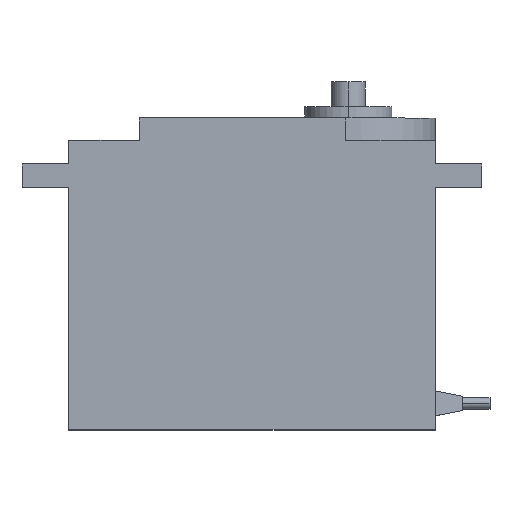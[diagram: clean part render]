
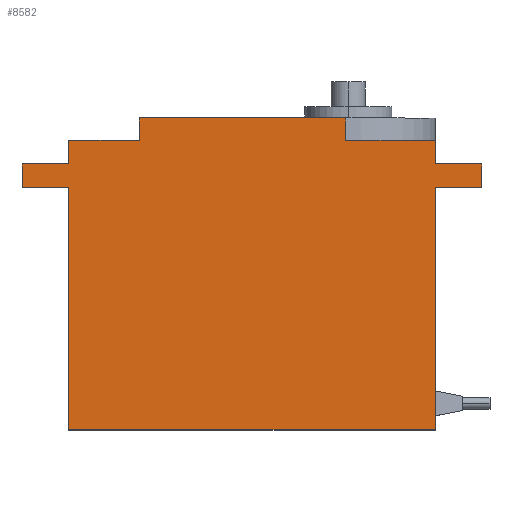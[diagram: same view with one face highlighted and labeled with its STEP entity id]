
A CAD part, top view. The second image highlights one B-rep face of the part: STEP entity #8582.
In plain terms, the highlighted planar face has unit normal (0, 0, 1).
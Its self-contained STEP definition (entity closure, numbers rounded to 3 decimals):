
#258 = LINE ( 'NONE', #3131, #4477 ) ;
#285 = CARTESIAN_POINT ( 'NONE',  ( 66.5, 42.8, 28.8 ) ) ;
#305 = CARTESIAN_POINT ( 'NONE',  ( 0., 0., 28.8 ) ) ;
#313 = VECTOR ( 'NONE', #3376, 1000. ) ;
#402 = EDGE_CURVE ( 'NONE', #3678, #2154, #2492, .T. ) ;
#569 = VERTEX_POINT ( 'NONE', #2337 ) ;
#585 = CARTESIAN_POINT ( 'NONE',  ( 59., 0., 28.8 ) ) ;
#675 = EDGE_CURVE ( 'NONE', #2154, #8324, #2730, .T. ) ;
#863 = ORIENTED_EDGE ( 'NONE', *, *, #1081, .T. ) ;
#910 = CARTESIAN_POINT ( 'NONE',  ( 0., 0., 28.8 ) ) ;
#941 = DIRECTION ( 'NONE',  ( 1., 0., 0. ) ) ;
#988 = DIRECTION ( 'NONE',  ( -1., 0., 0. ) ) ;
#993 = LINE ( 'NONE', #6527, #7314 ) ;
#1000 = CARTESIAN_POINT ( 'NONE',  ( 44.6, 50.2, 28.8 ) ) ;
#1081 = EDGE_CURVE ( 'NONE', #1703, #7841, #7374, .T. ) ;
#1088 = EDGE_CURVE ( 'NONE', #7841, #6158, #6262, .T. ) ;
#1110 = VECTOR ( 'NONE', #6233, 1000. ) ;
#1128 = ORIENTED_EDGE ( 'NONE', *, *, #9715, .T. ) ;
#1204 = EDGE_CURVE ( 'NONE', #8674, #569, #8749, .T. ) ;
#1315 = EDGE_LOOP ( 'NONE', ( #3706, #9263, #6531, #6022, #6147, #1372, #1355, #7832, #863, #4577, #3937, #7104, #8669, #3591, #1128, #2904 ) ) ;
#1355 = ORIENTED_EDGE ( 'NONE', *, *, #1204, .F. ) ;
#1372 = ORIENTED_EDGE ( 'NONE', *, *, #3663, .T. ) ;
#1475 = EDGE_CURVE ( 'NONE', #2505, #8324, #7865, .T. ) ;
#1541 = DIRECTION ( 'NONE',  ( -1., 0., 0. ) ) ;
#1630 = VECTOR ( 'NONE', #3661, 1000. ) ;
#1703 = VERTEX_POINT ( 'NONE', #4088 ) ;
#1753 = LINE ( 'NONE', #8462, #9930 ) ;
#1981 = CARTESIAN_POINT ( 'NONE',  ( -7.5, 42.8, 28.8 ) ) ;
#1984 = LINE ( 'NONE', #8421, #1630 ) ;
#2074 = VECTOR ( 'NONE', #2313, 1000. ) ;
#2154 = VERTEX_POINT ( 'NONE', #585 ) ;
#2313 = DIRECTION ( 'NONE',  ( -1., 0., 0. ) ) ;
#2337 = CARTESIAN_POINT ( 'NONE',  ( 44.6, 46.6, 28.8 ) ) ;
#2361 = VECTOR ( 'NONE', #1541, 1000. ) ;
#2422 = CARTESIAN_POINT ( 'NONE',  ( 0., 39., 28.8 ) ) ;
#2426 = VECTOR ( 'NONE', #4377, 1000. ) ;
#2487 = FACE_OUTER_BOUND ( 'NONE', #1315, .T. ) ;
#2492 = LINE ( 'NONE', #910, #2620 ) ;
#2505 = VERTEX_POINT ( 'NONE', #4470 ) ;
#2507 = CARTESIAN_POINT ( 'NONE',  ( 0., 46.6, 28.8 ) ) ;
#2620 = VECTOR ( 'NONE', #941, 1000. ) ;
#2644 = DIRECTION ( 'NONE',  ( 0., 0., -1. ) ) ;
#2730 = LINE ( 'NONE', #6725, #2426 ) ;
#2823 = LINE ( 'NONE', #8729, #4462 ) ;
#2904 = ORIENTED_EDGE ( 'NONE', *, *, #402, .T. ) ;
#3070 = CARTESIAN_POINT ( 'NONE',  ( 59., 46.6, 28.8 ) ) ;
#3131 = CARTESIAN_POINT ( 'NONE',  ( -7.5, 42.8, 28.8 ) ) ;
#3309 = DIRECTION ( 'NONE',  ( 0., -1., 0. ) ) ;
#3376 = DIRECTION ( 'NONE',  ( 0., -1., 0. ) ) ;
#3591 = ORIENTED_EDGE ( 'NONE', *, *, #6139, .F. ) ;
#3652 = CARTESIAN_POINT ( 'NONE',  ( 44.6, 50.2, 28.8 ) ) ;
#3655 = EDGE_CURVE ( 'NONE', #6288, #2505, #993, .T. ) ;
#3661 = DIRECTION ( 'NONE',  ( -1., 0., 0. ) ) ;
#3663 = EDGE_CURVE ( 'NONE', #4750, #569, #2823, .T. ) ;
#3678 = VERTEX_POINT ( 'NONE', #5797 ) ;
#3706 = ORIENTED_EDGE ( 'NONE', *, *, #675, .T. ) ;
#3867 = CARTESIAN_POINT ( 'NONE',  ( 66.5, 42.8, 28.8 ) ) ;
#3868 = DIRECTION ( 'NONE',  ( 0., -1., 0. ) ) ;
#3937 = ORIENTED_EDGE ( 'NONE', *, *, #4014, .T. ) ;
#4014 = EDGE_CURVE ( 'NONE', #6158, #5052, #8105, .T. ) ;
#4088 = CARTESIAN_POINT ( 'NONE',  ( 11.4, 50.2, 28.8 ) ) ;
#4313 = PLANE ( 'NONE',  #9027 ) ;
#4377 = DIRECTION ( 'NONE',  ( 0., 1., 0. ) ) ;
#4462 = VECTOR ( 'NONE', #5628, 1000. ) ;
#4470 = CARTESIAN_POINT ( 'NONE',  ( 66.5, 39., 28.8 ) ) ;
#4477 = VECTOR ( 'NONE', #3868, 1000. ) ;
#4521 = VECTOR ( 'NONE', #3309, 1000. ) ;
#4577 = ORIENTED_EDGE ( 'NONE', *, *, #1088, .T. ) ;
#4679 = CARTESIAN_POINT ( 'NONE',  ( 0., 0., 28.8 ) ) ;
#4750 = VERTEX_POINT ( 'NONE', #3070 ) ;
#4781 = VECTOR ( 'NONE', #988, 1000. ) ;
#4809 = EDGE_CURVE ( 'NONE', #6288, #8269, #6707, .T. ) ;
#4896 = CARTESIAN_POINT ( 'NONE',  ( 0., 42.8, 28.8 ) ) ;
#5052 = VERTEX_POINT ( 'NONE', #4896 ) ;
#5406 = DIRECTION ( 'NONE',  ( 0., -1., 0. ) ) ;
#5447 = EDGE_CURVE ( 'NONE', #5052, #10034, #1984, .T. ) ;
#5450 = EDGE_CURVE ( 'NONE', #1703, #8674, #1753, .T. ) ;
#5454 = VERTEX_POINT ( 'NONE', #6710 ) ;
#5478 = CARTESIAN_POINT ( 'NONE',  ( 0., 46.6, 28.8 ) ) ;
#5608 = VECTOR ( 'NONE', #5406, 1000. ) ;
#5628 = DIRECTION ( 'NONE',  ( -1., 0., 0. ) ) ;
#5731 = DIRECTION ( 'NONE',  ( 0., -1., 0. ) ) ;
#5797 = CARTESIAN_POINT ( 'NONE',  ( 0., 0., 28.8 ) ) ;
#5802 = CARTESIAN_POINT ( 'NONE',  ( 11.4, 50.2, 28.8 ) ) ;
#6022 = ORIENTED_EDGE ( 'NONE', *, *, #4809, .T. ) ;
#6139 = EDGE_CURVE ( 'NONE', #9273, #5454, #6304, .T. ) ;
#6147 = ORIENTED_EDGE ( 'NONE', *, *, #7988, .T. ) ;
#6158 = VERTEX_POINT ( 'NONE', #5478 ) ;
#6233 = DIRECTION ( 'NONE',  ( 0., -1., 0. ) ) ;
#6262 = LINE ( 'NONE', #2507, #4781 ) ;
#6288 = VERTEX_POINT ( 'NONE', #285 ) ;
#6304 = LINE ( 'NONE', #6311, #2074 ) ;
#6311 = CARTESIAN_POINT ( 'NONE',  ( 66.5, 39., 28.8 ) ) ;
#6527 = CARTESIAN_POINT ( 'NONE',  ( 66.5, 42.8, 28.8 ) ) ;
#6531 = ORIENTED_EDGE ( 'NONE', *, *, #3655, .F. ) ;
#6683 = VECTOR ( 'NONE', #10299, 1000. ) ;
#6707 = LINE ( 'NONE', #3867, #2361 ) ;
#6710 = CARTESIAN_POINT ( 'NONE',  ( -7.5, 39., 28.8 ) ) ;
#6725 = CARTESIAN_POINT ( 'NONE',  ( 59., 0., 28.8 ) ) ;
#7104 = ORIENTED_EDGE ( 'NONE', *, *, #5447, .T. ) ;
#7122 = EDGE_CURVE ( 'NONE', #10034, #5454, #258, .T. ) ;
#7314 = VECTOR ( 'NONE', #5731, 1000. ) ;
#7369 = DIRECTION ( 'NONE',  ( -1., 0., 0. ) ) ;
#7374 = LINE ( 'NONE', #5802, #313 ) ;
#7434 = LINE ( 'NONE', #4679, #1110 ) ;
#7832 = ORIENTED_EDGE ( 'NONE', *, *, #5450, .F. ) ;
#7841 = VERTEX_POINT ( 'NONE', #10095 ) ;
#7865 = LINE ( 'NONE', #8534, #8981 ) ;
#7944 = LINE ( 'NONE', #8639, #6683 ) ;
#7988 = EDGE_CURVE ( 'NONE', #8269, #4750, #7944, .T. ) ;
#8105 = LINE ( 'NONE', #9527, #5608 ) ;
#8182 = CARTESIAN_POINT ( 'NONE',  ( 59., 39., 28.8 ) ) ;
#8269 = VERTEX_POINT ( 'NONE', #8912 ) ;
#8324 = VERTEX_POINT ( 'NONE', #8182 ) ;
#8421 = CARTESIAN_POINT ( 'NONE',  ( 66.5, 42.8, 28.8 ) ) ;
#8462 = CARTESIAN_POINT ( 'NONE',  ( 11.4, 50.2, 28.8 ) ) ;
#8534 = CARTESIAN_POINT ( 'NONE',  ( 66.5, 39., 28.8 ) ) ;
#8582 = ADVANCED_FACE ( 'NONE', ( #2487 ), #4313, .F. ) ;
#8639 = CARTESIAN_POINT ( 'NONE',  ( 59., 0., 28.8 ) ) ;
#8669 = ORIENTED_EDGE ( 'NONE', *, *, #7122, .T. ) ;
#8674 = VERTEX_POINT ( 'NONE', #3652 ) ;
#8729 = CARTESIAN_POINT ( 'NONE',  ( 0., 46.6, 28.8 ) ) ;
#8749 = LINE ( 'NONE', #1000, #4521 ) ;
#8912 = CARTESIAN_POINT ( 'NONE',  ( 59., 42.8, 28.8 ) ) ;
#8981 = VECTOR ( 'NONE', #10121, 1000. ) ;
#9027 = AXIS2_PLACEMENT_3D ( 'NONE', #305, #2644, #7369 ) ;
#9263 = ORIENTED_EDGE ( 'NONE', *, *, #1475, .F. ) ;
#9273 = VERTEX_POINT ( 'NONE', #2422 ) ;
#9527 = CARTESIAN_POINT ( 'NONE',  ( 0., 0., 28.8 ) ) ;
#9715 = EDGE_CURVE ( 'NONE', #9273, #3678, #7434, .T. ) ;
#9907 = DIRECTION ( 'NONE',  ( 1., 0., 0. ) ) ;
#9930 = VECTOR ( 'NONE', #9907, 1000. ) ;
#10034 = VERTEX_POINT ( 'NONE', #1981 ) ;
#10095 = CARTESIAN_POINT ( 'NONE',  ( 11.4, 46.6, 28.8 ) ) ;
#10121 = DIRECTION ( 'NONE',  ( -1., 0., 0. ) ) ;
#10299 = DIRECTION ( 'NONE',  ( 0., 1., 0. ) ) ;
